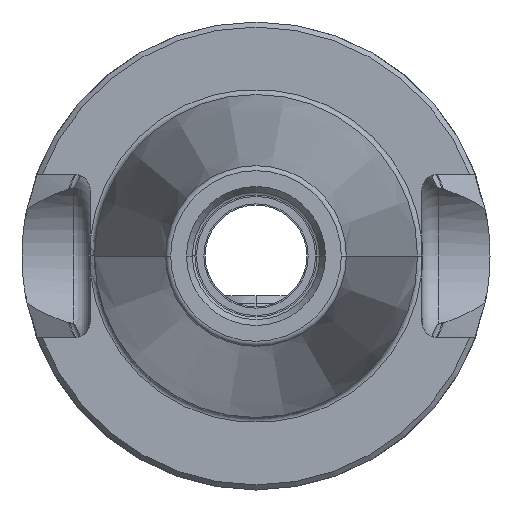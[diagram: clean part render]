
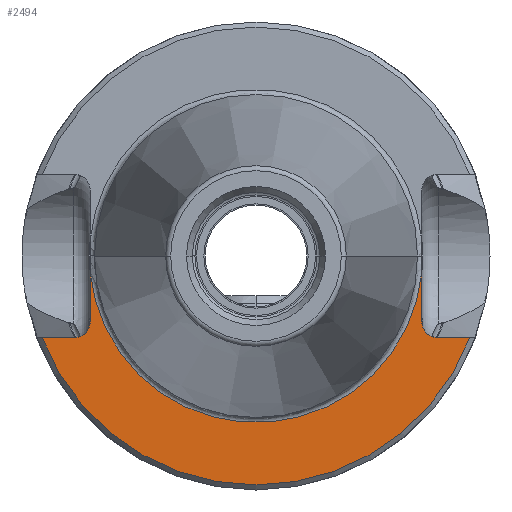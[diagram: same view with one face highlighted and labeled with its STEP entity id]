
A CAD part, left-side view. The second image highlights one B-rep face of the part: STEP entity #2494.
In plain terms, the highlighted planar face has unit normal (-1, 0, 0).
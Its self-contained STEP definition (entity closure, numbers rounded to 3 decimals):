
#790=DIRECTION('',(0.,0.,1.));
#791=VECTOR('',#790,4.885);
#792=CARTESIAN_POINT('',(2.,-16.3,-6.45));
#793=LINE('',#792,#791);
#794=DIRECTION('',(0.,1.,0.));
#795=VECTOR('',#794,3.111);
#796=CARTESIAN_POINT('',(2.,-21.011,-8.05));
#797=LINE('',#796,#795);
#798=DIRECTION('',(0.,-1.,0.));
#799=VECTOR('',#798,3.111);
#800=CARTESIAN_POINT('',(2.,21.011,-8.05));
#801=LINE('',#800,#799);
#802=DIRECTION('',(0.,0.,-1.));
#803=VECTOR('',#802,4.885);
#804=CARTESIAN_POINT('',(2.,16.3,-1.565));
#805=LINE('',#804,#803);
#806=CARTESIAN_POINT('',(2.,0.,0.));
#807=DIRECTION('',(-1.,0.,0.));
#808=DIRECTION('',(0.,0.995,-0.096));
#809=AXIS2_PLACEMENT_3D('',#806,#807,#808);
#837=CARTESIAN_POINT('',(2.,-17.9,-6.45));
#838=DIRECTION('',(1.,0.,0.));
#839=DIRECTION('',(0.,0.,-1.));
#840=AXIS2_PLACEMENT_3D('',#837,#838,#839);
#1044=CARTESIAN_POINT('',(2.,17.9,-6.45));
#1045=DIRECTION('',(1.,0.,0.));
#1046=DIRECTION('',(0.,-1.,0.));
#1047=AXIS2_PLACEMENT_3D('',#1044,#1045,#1046);
#1054=CARTESIAN_POINT('',(2.,-21.011,-8.05));
#1061=CARTESIAN_POINT('',(2.,21.011,-8.05));
#1068=CARTESIAN_POINT('',(2.,0.,0.));
#1069=DIRECTION('',(-1.,0.,0.));
#1070=DIRECTION('',(0.,0.934,-0.358));
#1071=AXIS2_PLACEMENT_3D('',#1068,#1069,#1070);
#1361=CARTESIAN_POINT('',(2.,16.3,-1.565));
#1362=VERTEX_POINT('',#1361);
#1374=VERTEX_POINT('',#1061);
#1394=CARTESIAN_POINT('',(2.,17.9,-8.05));
#1396=VERTEX_POINT('',#1394);
#1398=CARTESIAN_POINT('',(2.,16.3,-6.45));
#1400=VERTEX_POINT('',#1398);
#1422=CARTESIAN_POINT('',(2.,-16.3,-1.565));
#1423=VERTEX_POINT('',#1422);
#1434=VERTEX_POINT('',#1054);
#1455=CARTESIAN_POINT('',(2.,-16.3,-6.45));
#1457=VERTEX_POINT('',#1455);
#1459=CARTESIAN_POINT('',(2.,-17.9,-8.05));
#1461=VERTEX_POINT('',#1459);
#2474=CARTESIAN_POINT('',(2.,0.,0.));
#2475=DIRECTION('',(-1.,0.,0.));
#2476=DIRECTION('',(0.,1.,0.));
#2477=AXIS2_PLACEMENT_3D('',#2474,#2475,#2476);
#2478=PLANE('',#2477);
#2479=ORIENTED_EDGE('',*,*,#2433,.F.);
#2481=ORIENTED_EDGE('',*,*,#2480,.F.);
#2483=ORIENTED_EDGE('',*,*,#2482,.F.);
#2485=ORIENTED_EDGE('',*,*,#2484,.F.);
#2487=ORIENTED_EDGE('',*,*,#2486,.T.);
#2489=ORIENTED_EDGE('',*,*,#2488,.F.);
#2490=ORIENTED_EDGE('',*,*,#2207,.F.);
#2491=ORIENTED_EDGE('',*,*,#2131,.T.);
#2492=EDGE_LOOP('',(#2479,#2481,#2483,#2485,#2487,#2489,#2490,#2491));
#2493=FACE_OUTER_BOUND('',#2492,.F.);
#2494=ADVANCED_FACE('',(#2493),#2478,.T.);
#810=CIRCLE('',#809,16.375);
#841=CIRCLE('',#840,1.6);
#1048=CIRCLE('',#1047,1.6);
#1072=CIRCLE('',#1071,22.5);
#2131=EDGE_CURVE('',#1362,#1423,#810,.T.);
#2207=EDGE_CURVE('',#1362,#1400,#805,.T.);
#2433=EDGE_CURVE('',#1457,#1423,#793,.T.);
#2480=EDGE_CURVE('',#1461,#1457,#841,.T.);
#2482=EDGE_CURVE('',#1434,#1461,#797,.T.);
#2484=EDGE_CURVE('',#1374,#1434,#1072,.T.);
#2486=EDGE_CURVE('',#1374,#1396,#801,.T.);
#2488=EDGE_CURVE('',#1400,#1396,#1048,.T.);
